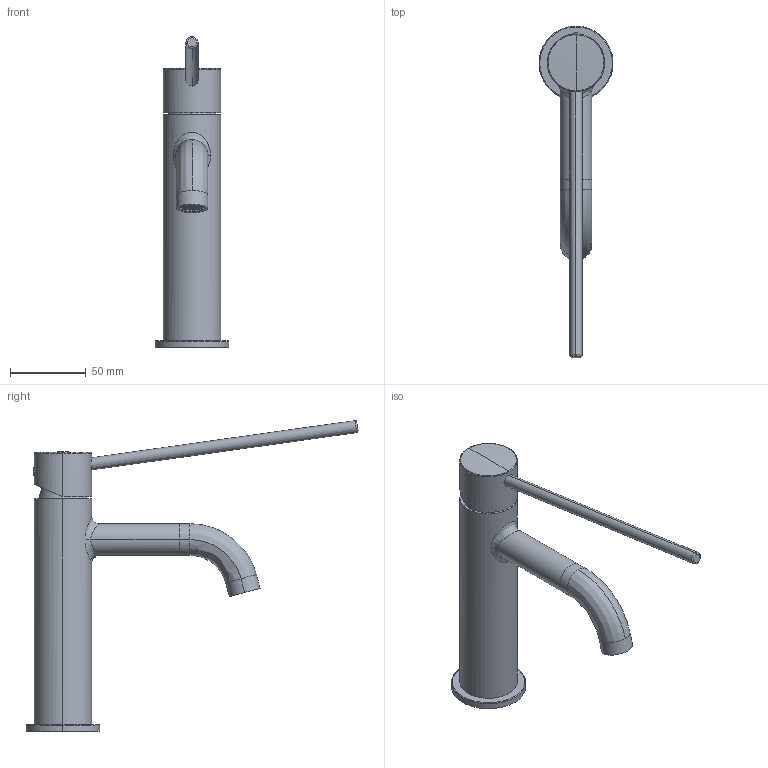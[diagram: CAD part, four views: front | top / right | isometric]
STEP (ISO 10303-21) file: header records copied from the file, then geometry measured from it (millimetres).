
FILE_DESCRIPTION(/* description */ (''),/* implementation_level */ '2;1');
FILE_NAME(/* name */ 'STEP - 2267411',/* time_stamp */ '2025-07-01T14:06:03+10:00',/* author */ (''),/* organization */ (''),/* preprocessor_version */ 'ST-DEVELOPER v16.5',/* originating_system */ 'Rhino 7.37',/* authorisation */ '');
FILE_SCHEMA (('AUTOMOTIVE_DESIGN'));
Length unit declared in the file: millimetre
Products named in the file (1): Document
Bounding box: 49 x 219.86 x 205.76 mm (x, y, z)
Volume: 94932.5 mm3; surface area: 89946.7 mm2
Topology: 16 solids, 21 shells, 2662 faces, 7425 edges, 4786 vertices
Faces by surface type: plane 1295, cylinder 972, bspline 395
Full cylindrical faces by diameter (mm): 5 x2
Entity records: 103966 total; most frequent: CARTESIAN_POINT 53936, ORIENTED_EDGE 14806, EDGE_CURVE 7407, B_SPLINE_CURVE_WITH_KNOTS 6285, VERTEX_POINT 4786, EDGE_LOOP 3596, ADVANCED_FACE 2662, FACE_OUTER_BOUND 2662
